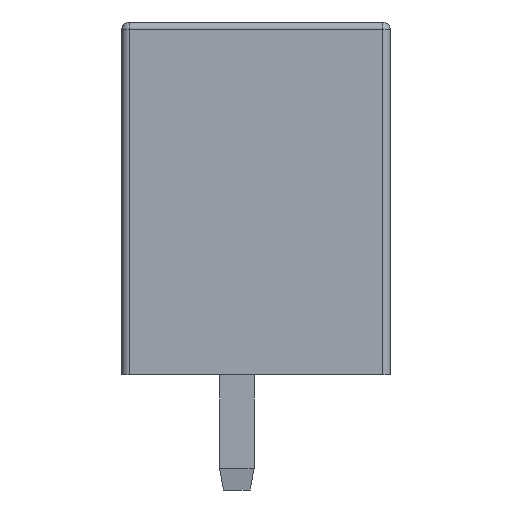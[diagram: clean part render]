
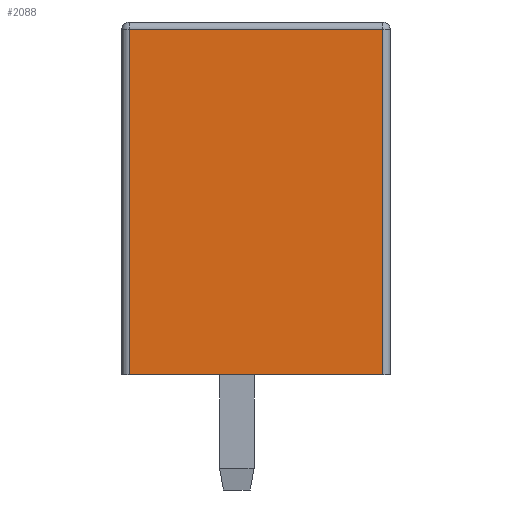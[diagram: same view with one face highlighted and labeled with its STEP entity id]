
A CAD part, front view. The second image highlights one B-rep face of the part: STEP entity #2088.
In plain terms, the highlighted planar face has unit normal (0, -1, 0).
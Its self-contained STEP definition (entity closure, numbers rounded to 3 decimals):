
#139=PLANE('',#2244);
#144=LINE('',#2823,#404);
#152=LINE('',#2848,#412);
#155=LINE('',#2855,#415);
#399=LINE('',#3356,#659);
#404=VECTOR('',#2283,10.);
#412=VECTOR('',#2311,10.);
#415=VECTOR('',#2318,10.);
#659=VECTOR('',#2788,10.);
#793=FACE_OUTER_BOUND('',#931,.T.);
#931=EDGE_LOOP('',(#1936,#1937,#1938,#1939));
#950=VERTEX_POINT('',#2796);
#956=VERTEX_POINT('',#2816);
#965=VERTEX_POINT('',#2846);
#966=VERTEX_POINT('',#2851);
#1126=EDGE_CURVE('',#956,#950,#144,.T.);
#1139=EDGE_CURVE('',#965,#956,#152,.T.);
#1143=EDGE_CURVE('',#950,#966,#155,.T.);
#1387=EDGE_CURVE('',#965,#966,#399,.T.);
#1936=ORIENTED_EDGE('',*,*,#1139,.F.);
#1937=ORIENTED_EDGE('',*,*,#1387,.T.);
#1938=ORIENTED_EDGE('',*,*,#1143,.F.);
#1939=ORIENTED_EDGE('',*,*,#1126,.F.);
#2088=ADVANCED_FACE('',(#793),#139,.F.);
#2244=AXIS2_PLACEMENT_3D('',#3357,#2789,#2790);
#2283=DIRECTION('',(1.,0.,0.));
#2311=DIRECTION('',(0.,0.,1.));
#2318=DIRECTION('',(0.,0.,-1.));
#2788=DIRECTION('',(1.,0.,0.));
#2789=DIRECTION('center_axis',(0.,1.,0.));
#2790=DIRECTION('ref_axis',(1.,0.,0.));
#2796=CARTESIAN_POINT('',(6.8,0.,9.));
#2816=CARTESIAN_POINT('',(0.2,0.,9.));
#2823=CARTESIAN_POINT('',(1.75,0.,9.));
#2846=CARTESIAN_POINT('',(0.2,0.,0.));
#2848=CARTESIAN_POINT('',(0.2,0.,2.3));
#2851=CARTESIAN_POINT('',(6.8,0.,0.));
#2855=CARTESIAN_POINT('',(6.8,0.,6.9));
#3356=CARTESIAN_POINT('',(0.,0.,0.));
#3357=CARTESIAN_POINT('Origin',(3.5,0.,4.6));
